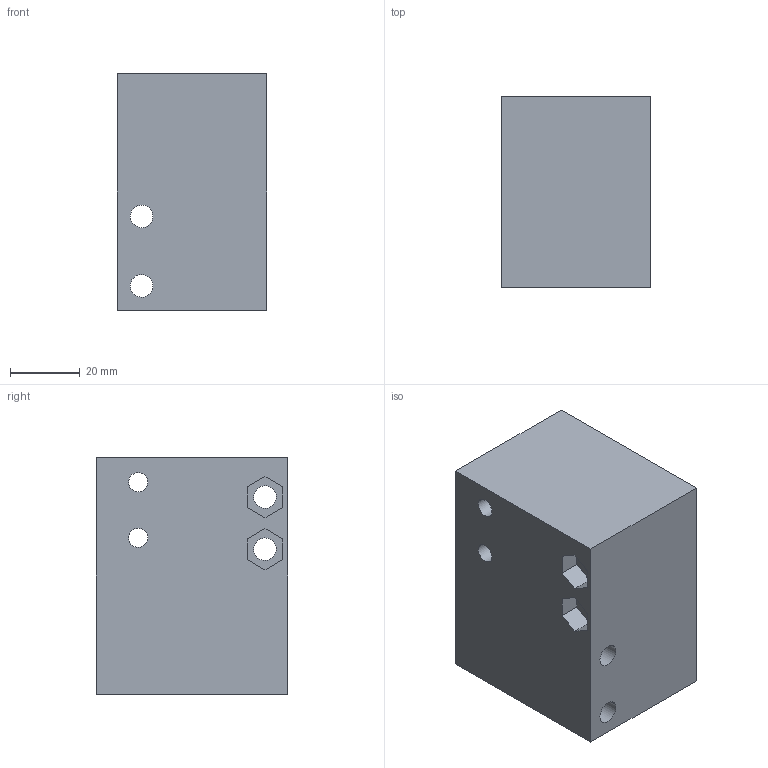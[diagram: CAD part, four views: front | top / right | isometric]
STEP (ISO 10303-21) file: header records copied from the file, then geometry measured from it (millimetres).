
FILE_DESCRIPTION(('CATIA V5 STEP Exchange'),'2;1');
FILE_NAME('18090-130600.stp','2016-08-01T14:35:44+00:00',('none'),('none'),'Version 5-6 Release 2012','CATIA V5 STEP AP203','none');
FILE_SCHEMA(('CONFIG_CONTROL_DESIGN'));
Length unit declared in the file: millimetre
Products named in the file (1): Bloc
Bounding box: 43 x 55 x 68 mm (x, y, z)
Volume: 151195.1 mm3; surface area: 23487.2 mm2
Topology: 1 solids, 1 shells, 46 faces, 120 edges, 80 vertices
Faces by surface type: plane 34, cylinder 12
Entity records: 1390 total; most frequent: ORIENTED_EDGE 240, CARTESIAN_POINT 235, DIRECTION 188, EDGE_CURVE 120, VECTOR 96, LINE 96, VERTEX_POINT 80, EDGE_LOOP 62
